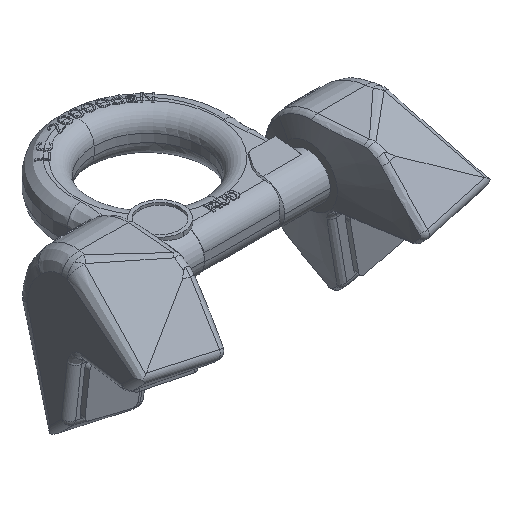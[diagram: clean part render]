
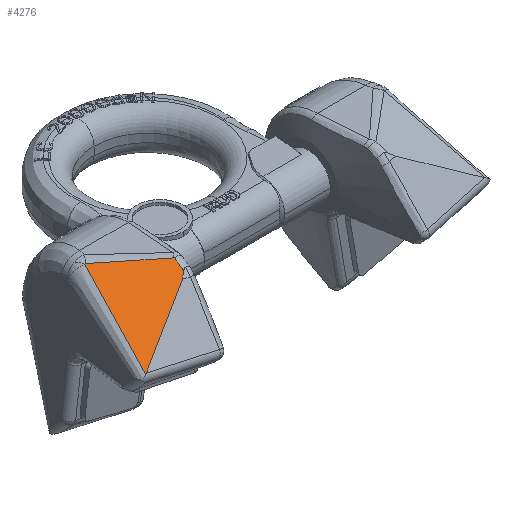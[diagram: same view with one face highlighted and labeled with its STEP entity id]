
A CAD part, isometric view. The second image highlights one B-rep face of the part: STEP entity #4276.
In plain terms, the highlighted face is planar.
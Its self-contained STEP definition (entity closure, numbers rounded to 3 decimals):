
#989=CARTESIAN_POINT('',(-25.327,15.095,-39.827));
#990=CARTESIAN_POINT('',(-26.669,10.434,-40.876));
#991=CARTESIAN_POINT('',(-29.217,1.566,-42.885));
#992=CARTESIAN_POINT('',(-32.674,-10.447,
-45.59));
#993=CARTESIAN_POINT('',(-35.693,-20.944,
-47.959));
#994=CARTESIAN_POINT('',(-38.422,-30.426,
-50.095));
#995=CARTESIAN_POINT('',(-40.058,-36.13,
-51.396));
#996=CARTESIAN_POINT('',(-40.838,-38.825,
-51.991));
#998=CARTESIAN_POINT('',(-25.327,15.095,-39.827));
#999=CARTESIAN_POINT('',(-25.33,15.103,-39.812));
#1000=CARTESIAN_POINT('',(-25.334,15.117,
-39.787));
#1001=CARTESIAN_POINT('',(-25.341,15.133,
-39.752));
#1002=CARTESIAN_POINT('',(-25.35,15.145,
-39.72));
#1003=CARTESIAN_POINT('',(-25.358,15.153,
-39.689));
#1004=CARTESIAN_POINT('',(-25.368,15.158,
-39.659));
#1005=CARTESIAN_POINT('',(-25.379,15.159,
-39.63));
#1006=CARTESIAN_POINT('',(-25.391,15.157,
-39.6));
#1007=CARTESIAN_POINT('',(-25.405,15.151,
-39.571));
#1008=CARTESIAN_POINT('',(-25.42,15.14,
-39.542));
#1009=CARTESIAN_POINT('',(-25.431,15.131,
-39.523));
#1010=CARTESIAN_POINT('',(-25.436,15.125,
-39.513));
#1065=DIRECTION('',(0.462,0.442,-0.769));
#1066=VECTOR('',#1065,38.255);
#1067=CARTESIAN_POINT('',(-43.101,-1.788,
-10.096));
#1068=LINE('',#1067,#1066);
#1081=CARTESIAN_POINT('',(-43.101,-1.788,
-10.096));
#1103=CARTESIAN_POINT('',(-43.101,-1.788,
-10.096));
#1104=CARTESIAN_POINT('',(-43.499,-2.939,
-10.182));
#1105=CARTESIAN_POINT('',(-44.275,-5.201,
-10.367));
#1106=CARTESIAN_POINT('',(-45.014,-7.384,
-10.571));
#1107=CARTESIAN_POINT('',(-45.375,-8.455,
-10.676));
#1425=CARTESIAN_POINT('',(-40.838,-38.825,
-51.991));
#1426=CARTESIAN_POINT('',(-40.852,-38.778,
-51.909));
#1427=CARTESIAN_POINT('',(-40.877,-38.681,
-51.749));
#1428=CARTESIAN_POINT('',(-40.897,-38.58,
-51.599));
#1429=CARTESIAN_POINT('',(-40.906,-38.527,
-51.525));
#1439=DIRECTION('',(-0.096,0.578,0.81));
#1440=VECTOR('',#1439,46.78);
#1441=CARTESIAN_POINT('',(-40.906,-38.527,
-51.525));
#1442=LINE('',#1441,#1440);
#1454=DIRECTION('',(0.,0.717,0.697));
#1455=VECTOR('',#1454,4.221);
#1456=CARTESIAN_POINT('',(-45.375,-11.481,-13.619));
#1457=LINE('',#1456,#1455);
#2478=CARTESIAN_POINT('',(-40.906,-38.527,
-51.525));
#2479=CARTESIAN_POINT('',(-45.375,-11.481,-13.619));
#2480=VERTEX_POINT('',#2478);
#2481=VERTEX_POINT('',#2479);
#2484=VERTEX_POINT('',#1081);
#2485=VERTEX_POINT('',#1107);
#2553=VERTEX_POINT('',#989);
#2554=VERTEX_POINT('',#996);
#2557=CARTESIAN_POINT('',(-25.436,15.125,
-39.513));
#2558=VERTEX_POINT('',#2557);
#4256=CARTESIAN_POINT('',(-41.008,-77.764,
-89.419));
#4257=DIRECTION('',(-0.881,0.33,-0.339));
#4258=DIRECTION('',(0.464,0.746,-0.478));
#4259=AXIS2_PLACEMENT_3D('',#4256,#4257,#4258);
#4260=PLANE('',#4259);
#4261=ORIENTED_EDGE('',*,*,#4244,.F.);
#4263=ORIENTED_EDGE('',*,*,#4262,.T.);
#4265=ORIENTED_EDGE('',*,*,#4264,.F.);
#4267=ORIENTED_EDGE('',*,*,#4266,.T.);
#4269=ORIENTED_EDGE('',*,*,#4268,.F.);
#4271=ORIENTED_EDGE('',*,*,#4270,.F.);
#4273=ORIENTED_EDGE('',*,*,#4272,.F.);
#4274=EDGE_LOOP('',(#4261,#4263,#4265,#4267,#4269,#4271,#4273));
#4275=FACE_OUTER_BOUND('',#4274,.F.);
#4276=ADVANCED_FACE('',(#4275),#4260,.T.);
#997=B_SPLINE_CURVE_WITH_KNOTS('',3,(#989,#990,#991,#992,#993,#994,#995,#996),
.UNSPECIFIED.,.F.,.F.,(4,1,1,1,1,4),(0.,0.2,0.4,0.6,0.8,1.),
.UNSPECIFIED.);
#1011=B_SPLINE_CURVE_WITH_KNOTS('',3,(#998,#999,#1000,#1001,#1002,#1003,#1004,
#1005,#1006,#1007,#1008,#1009,#1010),.UNSPECIFIED.,.F.,.F.,(4,1,1,1,1,1,1,1,1,1,
4),(0.,0.1,0.2,0.3,0.4,0.5,0.6,0.7,0.8,0.9,1.),
.UNSPECIFIED.);
#1108=B_SPLINE_CURVE_WITH_KNOTS('',3,(#1103,#1104,#1105,#1106,#1107),
.UNSPECIFIED.,.F.,.F.,(4,1,4),(0.,0.5,1.),.UNSPECIFIED.);
#1430=B_SPLINE_CURVE_WITH_KNOTS('',3,(#1425,#1426,#1427,#1428,#1429),
.UNSPECIFIED.,.F.,.F.,(4,1,4),(0.,0.5,1.),.UNSPECIFIED.);
#4244=EDGE_CURVE('',#2553,#2554,#997,.T.);
#4262=EDGE_CURVE('',#2553,#2558,#1011,.T.);
#4264=EDGE_CURVE('',#2484,#2558,#1068,.T.);
#4266=EDGE_CURVE('',#2484,#2485,#1108,.T.);
#4268=EDGE_CURVE('',#2481,#2485,#1457,.T.);
#4270=EDGE_CURVE('',#2480,#2481,#1442,.T.);
#4272=EDGE_CURVE('',#2554,#2480,#1430,.T.);
